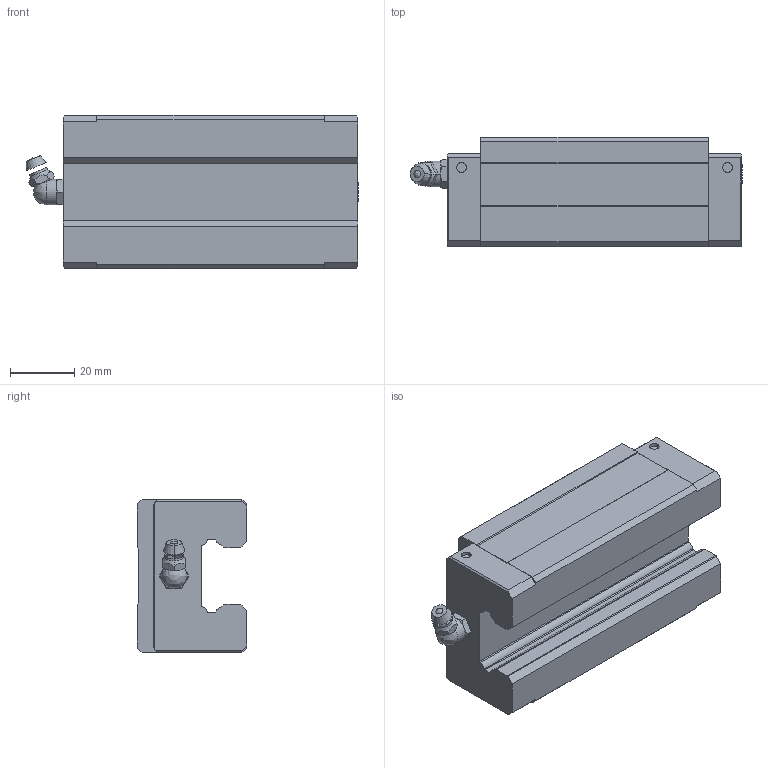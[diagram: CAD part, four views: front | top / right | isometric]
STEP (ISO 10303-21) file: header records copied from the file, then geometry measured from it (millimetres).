
FILE_DESCRIPTION (( 'STEP AP214' ), '1' );
FILE_NAME ('SHS25RSS, Føringsvogn, Bondy.STEP', '2020-06-15T08:03:26', ( '' ), ( '' ), 'SwSTEP 2.0', 'SolidWorks 2020', '' );
FILE_SCHEMA (( 'AUTOMOTIVE_DESIGN' ));
Length unit declared in the file: millimetre
Products named in the file (3): _SHS25RSSB-M6F1 Slide15-55; _B-M6F-SHS_grease_nipple_joint; SHS25RSS, Føringsvogn, Bondy
Assembly tree (2 placements, depth 2):
  SHS25RSS, Føringsvogn, Bondy
    _SHS25RSSB-M6F1 Slide15-55
    _B-M6F-SHS_grease_nipple_joint
Bounding box: 103.6 x 34.2 x 48 mm (x, y, z)
Volume: 117641.5 mm3; surface area: 21533.7 mm2
Topology: 1 solids, 3 shells, 174 faces, 451 edges, 280 vertices
Faces by surface type: plane 88, cylinder 44, cone 36, bspline 6
Entity records: 5540 total; most frequent: CARTESIAN_POINT 1240, DIRECTION 888, ORIENTED_EDGE 870, EDGE_CURVE 437, AXIS2_PLACEMENT_3D 306, VERTEX_POINT 280, VECTOR 276, LINE 276
